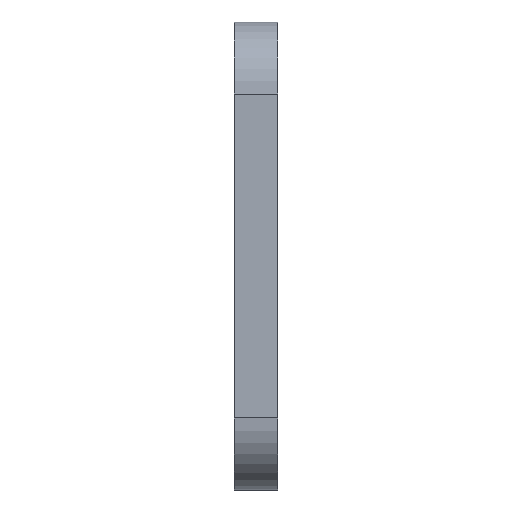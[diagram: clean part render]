
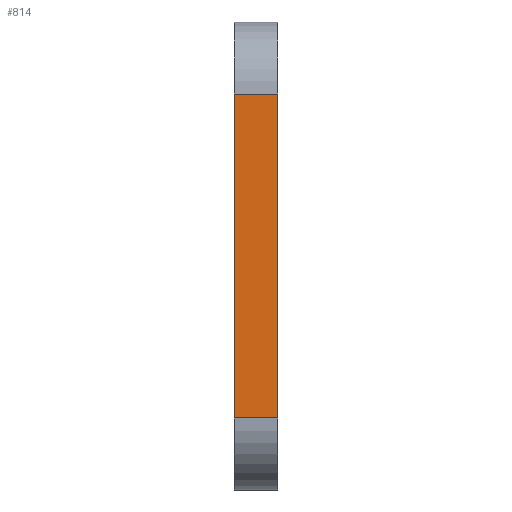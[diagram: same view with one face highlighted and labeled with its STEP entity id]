
A CAD part, left-side view. The second image highlights one B-rep face of the part: STEP entity #814.
In plain terms, the highlighted planar face has unit normal (-1, 0, 0).
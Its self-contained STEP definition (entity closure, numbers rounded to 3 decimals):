
#60=PLANE('',#903);
#96=FACE_OUTER_BOUND('',#135,.T.);
#135=EDGE_LOOP('',(#664,#665,#666,#667));
#232=LINE('',#1339,#301);
#233=LINE('',#1342,#302);
#234=LINE('',#1344,#303);
#235=LINE('',#1345,#304);
#301=VECTOR('',#1110,10.);
#302=VECTOR('',#1113,10.);
#303=VECTOR('',#1114,10.);
#304=VECTOR('',#1115,10.);
#417=VERTEX_POINT('',#1335);
#418=VERTEX_POINT('',#1337);
#419=VERTEX_POINT('',#1341);
#420=VERTEX_POINT('',#1343);
#522=EDGE_CURVE('',#417,#418,#232,.T.);
#523=EDGE_CURVE('',#417,#419,#233,.T.);
#524=EDGE_CURVE('',#420,#418,#234,.T.);
#525=EDGE_CURVE('',#419,#420,#235,.T.);
#664=ORIENTED_EDGE('',*,*,#523,.F.);
#665=ORIENTED_EDGE('',*,*,#522,.T.);
#666=ORIENTED_EDGE('',*,*,#524,.F.);
#667=ORIENTED_EDGE('',*,*,#525,.F.);
#814=ADVANCED_FACE('',(#96),#60,.T.);
#903=AXIS2_PLACEMENT_3D('',#1340,#1111,#1112);
#1110=DIRECTION('',(0.,1.,0.));
#1111=DIRECTION('center_axis',(-1.,0.,0.));
#1112=DIRECTION('ref_axis',(0.,0.,1.));
#1113=DIRECTION('',(0.,0.,-1.));
#1114=DIRECTION('',(0.,0.,1.));
#1115=DIRECTION('',(0.,1.,0.));
#1335=CARTESIAN_POINT('',(157.265,106.,85.));
#1337=CARTESIAN_POINT('',(157.265,118.,85.));
#1339=CARTESIAN_POINT('',(157.265,106.,85.));
#1340=CARTESIAN_POINT('Origin',(157.265,106.,-5.));
#1341=CARTESIAN_POINT('',(157.265,106.,-5.));
#1342=CARTESIAN_POINT('',(157.265,106.,85.));
#1343=CARTESIAN_POINT('',(157.265,118.,-5.));
#1344=CARTESIAN_POINT('',(157.265,118.,85.));
#1345=CARTESIAN_POINT('',(157.265,106.,-5.));
